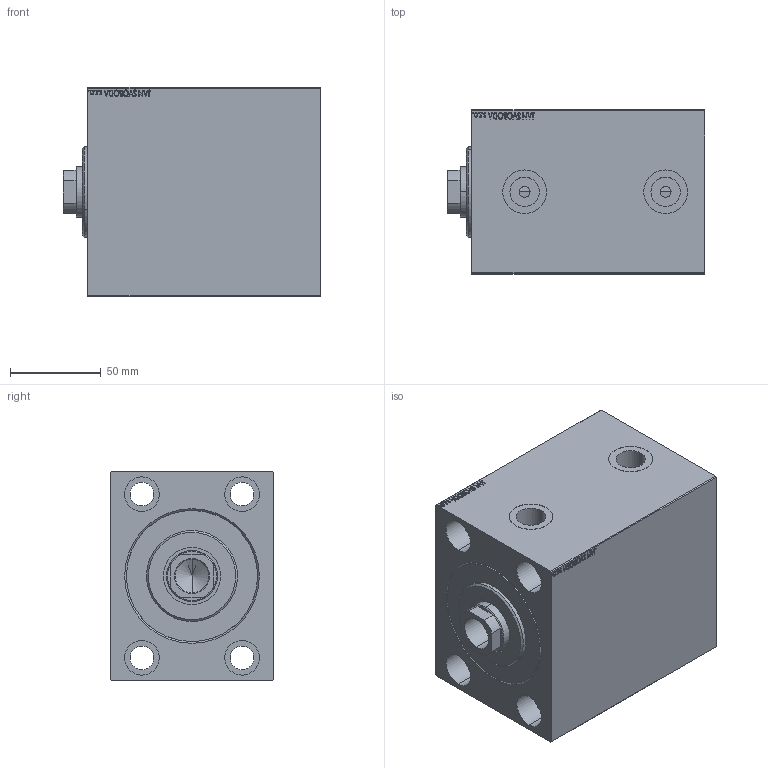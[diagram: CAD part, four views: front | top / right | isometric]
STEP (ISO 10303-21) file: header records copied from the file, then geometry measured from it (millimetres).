
FILE_DESCRIPTION (( 'STEP AP203' ), '1' );
FILE_NAME ('7a56.STEP', '2024-04-12T09:27:25', ( '' ), ( '' ), 'SwSTEP 2.0', 'SolidWorks 2019', '' );
FILE_SCHEMA (( 'CONFIG_CONTROL_DESIGN' ));
Length unit declared in the file: millimetre
Products named in the file (4): V450CM_VC_B 8d9cc6605d0454d0b88db3f48fab2834; V450CM_C_VCP 8d9cc6605d0454d0b88db3f48fab2834; V450CM_C_Body 8d9cc6605d0454d0b88db3f48fab2834; 7a56
Assembly tree (3 placements, depth 2):
  7a56
    V450CM_C_Body 8d9cc6605d0454d0b88db3f48fab2834
    V450CM_C_VCP 8d9cc6605d0454d0b88db3f48fab2834
    V450CM_VC_B 8d9cc6605d0454d0b88db3f48fab2834
Bounding box: 141.5 x 90 x 115 mm (x, y, z)
Volume: 1113812.7 mm3; surface area: 153998.5 mm2
Topology: 3 solids, 3 shells, 865 faces, 2216 edges, 1469 vertices
Faces by surface type: plane 409, bspline 380, cylinder 62, cone 14
Entity records: 44122 total; most frequent: CARTESIAN_POINT 25182, ORIENTED_EDGE 4428, DIRECTION 2560, EDGE_CURVE 2214, VERTEX_POINT 1469, LINE 1306, VECTOR 1306, EDGE_LOOP 993
